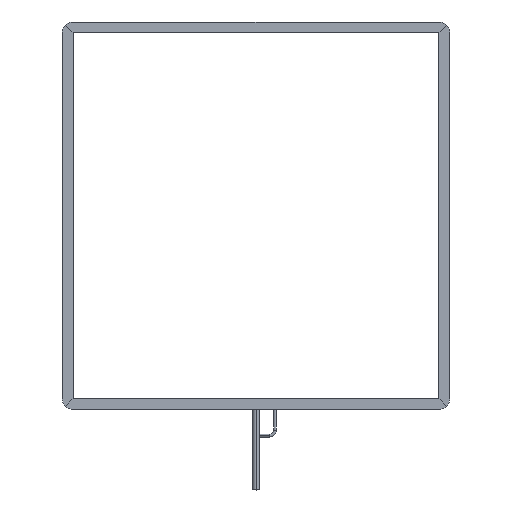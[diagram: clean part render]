
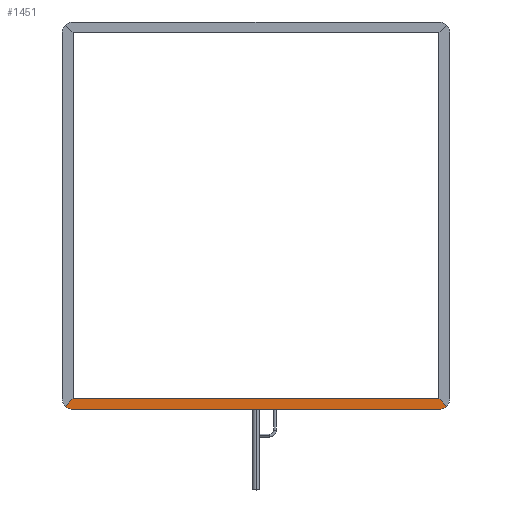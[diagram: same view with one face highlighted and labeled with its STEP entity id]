
A CAD part, top view. The second image highlights one B-rep face of the part: STEP entity #1451.
In plain terms, the highlighted planar face has unit normal (0, 0, 1).
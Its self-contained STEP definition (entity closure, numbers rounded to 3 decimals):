
#28 = DIRECTION ( 'NONE',  ( 0., 1., 0. ) ) ;
#41 = DIRECTION ( 'NONE',  ( 0.707, 0.707, 0. ) ) ;
#65 = EDGE_CURVE ( 'NONE', #1453, #1551, #1779, .T. ) ;
#109 = CARTESIAN_POINT ( 'NONE',  ( 0., -432.2, 0. ) ) ;
#111 = VECTOR ( 'NONE', #1383, 1000. ) ;
#137 = ORIENTED_EDGE ( 'NONE', *, *, #853, .T. ) ;
#248 = CARTESIAN_POINT ( 'NONE',  ( 25., 432.2, 0. ) ) ;
#301 = CIRCLE ( 'NONE', #351, 25. ) ;
#351 = AXIS2_PLACEMENT_3D ( 'NONE', #1648, #476, #28 ) ;
#363 = CARTESIAN_POINT ( 'NONE',  ( 0., 457.2, 0. ) ) ;
#465 = DIRECTION ( 'NONE',  ( 0., -1., 0. ) ) ;
#476 = DIRECTION ( 'NONE',  ( 0., 0., 1. ) ) ;
#479 = ORIENTED_EDGE ( 'NONE', *, *, #585, .F. ) ;
#528 = ORIENTED_EDGE ( 'NONE', *, *, #65, .T. ) ;
#537 = AXIS2_PLACEMENT_3D ( 'NONE', #248, #1316, #465 ) ;
#585 = EDGE_CURVE ( 'NONE', #1587, #1398, #744, .T. ) ;
#660 = VECTOR ( 'NONE', #1569, 1000. ) ;
#744 = CIRCLE ( 'NONE', #537, 25. ) ;
#791 = CARTESIAN_POINT ( 'NONE',  ( 0., -457.2, 0. ) ) ;
#821 = ORIENTED_EDGE ( 'NONE', *, *, #1208, .T. ) ;
#844 = CARTESIAN_POINT ( 'NONE',  ( 7.322, -449.878, 0. ) ) ;
#853 = EDGE_CURVE ( 'NONE', #1593, #1453, #1798, .T. ) ;
#862 = LINE ( 'NONE', #363, #660 ) ;
#936 = CARTESIAN_POINT ( 'NONE',  ( 0., 432.2, 0. ) ) ;
#945 = EDGE_LOOP ( 'NONE', ( #821, #1582, #137, #528, #1240, #479 ) ) ;
#961 = CARTESIAN_POINT ( 'NONE',  ( 7.322, 449.878, 0. ) ) ;
#987 = CARTESIAN_POINT ( 'NONE',  ( 25.4, 431.8, 0. ) ) ;
#1008 = VECTOR ( 'NONE', #1935, 1000. ) ;
#1049 = FACE_OUTER_BOUND ( 'NONE', #945, .T. ) ;
#1137 = CARTESIAN_POINT ( 'NONE',  ( 25.4, -431.8, 0. ) ) ;
#1144 = CARTESIAN_POINT ( 'NONE',  ( 457.2, 0., 0. ) ) ;
#1155 = DIRECTION ( 'NONE',  ( 0., 0., -1. ) ) ;
#1208 = EDGE_CURVE ( 'NONE', #1587, #1658, #1265, .T. ) ;
#1240 = ORIENTED_EDGE ( 'NONE', *, *, #1882, .T. ) ;
#1265 = LINE ( 'NONE', #1519, #111 ) ;
#1316 = DIRECTION ( 'NONE',  ( 0., 0., -1. ) ) ;
#1337 = AXIS2_PLACEMENT_3D ( 'NONE', #1144, #1155, #1917 ) ;
#1383 = DIRECTION ( 'NONE',  ( 0., -1., 0. ) ) ;
#1398 = VERTEX_POINT ( 'NONE', #961 ) ;
#1427 = PLANE ( 'NONE',  #1337 ) ;
#1451 = ADVANCED_FACE ( 'NONE', ( #1049 ), #1427, .F. ) ;
#1453 = VERTEX_POINT ( 'NONE', #1137 ) ;
#1489 = CARTESIAN_POINT ( 'NONE',  ( 25.4, -431.8, 0. ) ) ;
#1519 = CARTESIAN_POINT ( 'NONE',  ( 0., -457.2, 0. ) ) ;
#1551 = VERTEX_POINT ( 'NONE', #987 ) ;
#1569 = DIRECTION ( 'NONE',  ( -0.707, 0.707, 0. ) ) ;
#1582 = ORIENTED_EDGE ( 'NONE', *, *, #1752, .T. ) ;
#1587 = VERTEX_POINT ( 'NONE', #936 ) ;
#1593 = VERTEX_POINT ( 'NONE', #844 ) ;
#1648 = CARTESIAN_POINT ( 'NONE',  ( 25., -432.2, 0. ) ) ;
#1658 = VERTEX_POINT ( 'NONE', #109 ) ;
#1747 = VECTOR ( 'NONE', #41, 1000. ) ;
#1752 = EDGE_CURVE ( 'NONE', #1658, #1593, #301, .T. ) ;
#1779 = LINE ( 'NONE', #1489, #1008 ) ;
#1798 = LINE ( 'NONE', #791, #1747 ) ;
#1882 = EDGE_CURVE ( 'NONE', #1551, #1398, #862, .T. ) ;
#1917 = DIRECTION ( 'NONE',  ( -1., 0., 0. ) ) ;
#1935 = DIRECTION ( 'NONE',  ( 0., 1., 0. ) ) ;
